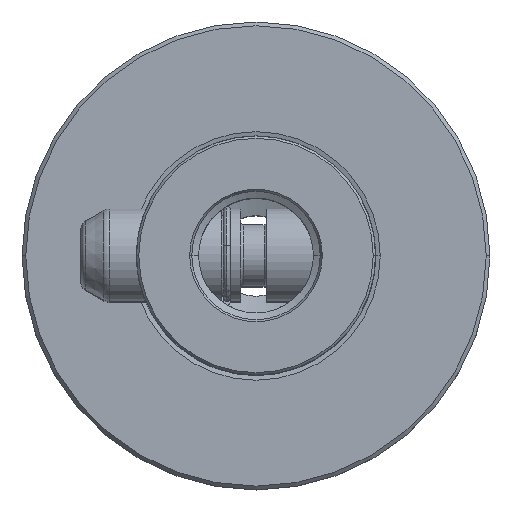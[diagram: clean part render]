
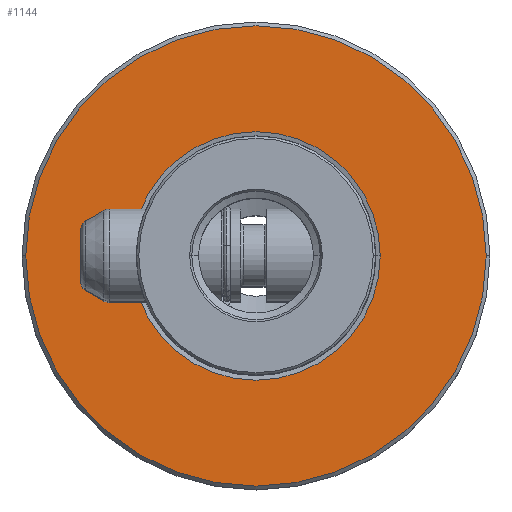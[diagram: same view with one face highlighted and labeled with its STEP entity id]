
A CAD part, top view. The second image highlights one B-rep face of the part: STEP entity #1144.
In plain terms, the highlighted planar face has unit normal (0, 0, 1).
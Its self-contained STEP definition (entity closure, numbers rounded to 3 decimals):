
#880=EDGE_CURVE('NONE',#1372,#1960,#2540,.T.);
#950=EDGE_CURVE('NONE',#1176,#2178,#2617,.T.);
#1144=ADVANCED_FACE('NONE',(#2834,#2835),#2836,.T.);
#1176=VERTEX_POINT('NONE',#2871);
#1372=VERTEX_POINT('NONE',#3088);
#1912=EDGE_CURVE('NONE',#2178,#1176,#3692,.T.);
#1960=VERTEX_POINT('NONE',#3746);
#2178=VERTEX_POINT('NONE',#3987);
#2402=EDGE_CURVE('NONE',#1960,#1372,#4247,.T.);
#2540=CIRCLE('',#4442,23.899);
#2617=CIRCLE('',#4545,44.275);
#2834=FACE_OUTER_BOUND('',#4913,.T.);
#2835=FACE_BOUND('',#4914,.T.);
#2836=PLANE('',#4915);
#2871=CARTESIAN_POINT('',(44.275,0.,0.0));
#3088=CARTESIAN_POINT('',(-23.899,0.,0.0));
#3692=CIRCLE('',#6502,44.275);
#3746=CARTESIAN_POINT('',(23.899,0.0,0.0));
#3987=CARTESIAN_POINT('',(-44.275,0.0,0.0));
#4247=CIRCLE('',#7395,23.899);
#4442=AXIS2_PLACEMENT_3D('',#7640,#7641,#7642);
#4545=AXIS2_PLACEMENT_3D('',#7729,#7730,#7731);
#4913=EDGE_LOOP('',(#8026,#8027));
#4914=EDGE_LOOP('',(#8028,#8029));
#4915=AXIS2_PLACEMENT_3D('',#8030,#8031,#8032);
#6502=AXIS2_PLACEMENT_3D('',#9063,#9064,#9065);
#7395=AXIS2_PLACEMENT_3D('',#9807,#9808,#9809);
#7640=CARTESIAN_POINT('',(0.0,0.0,0.0));
#7641=DIRECTION('',(0.0,0.0,1.0));
#7642=DIRECTION('',(1.0,0.0,0.0));
#7729=CARTESIAN_POINT('',(0.0,0.0,0.0));
#7730=DIRECTION('',(0.0,0.0,1.0));
#7731=DIRECTION('',(1.0,0.0,0.0));
#8026=ORIENTED_EDGE('',*,*,#1912,.T.);
#8027=ORIENTED_EDGE('',*,*,#950,.T.);
#8028=ORIENTED_EDGE('',*,*,#2402,.F.);
#8029=ORIENTED_EDGE('',*,*,#880,.F.);
#8030=CARTESIAN_POINT('',(0.0,23.0,0.0));
#8031=DIRECTION('',(0.0,0.0,1.0));
#8032=DIRECTION('',(1.0,0.0,0.0));
#9063=CARTESIAN_POINT('',(0.0,0.0,0.0));
#9064=DIRECTION('',(0.0,0.0,1.0));
#9065=DIRECTION('',(1.0,0.0,0.0));
#9807=CARTESIAN_POINT('',(0.0,0.0,0.0));
#9808=DIRECTION('',(0.0,0.0,1.0));
#9809=DIRECTION('',(1.0,0.0,0.0));
